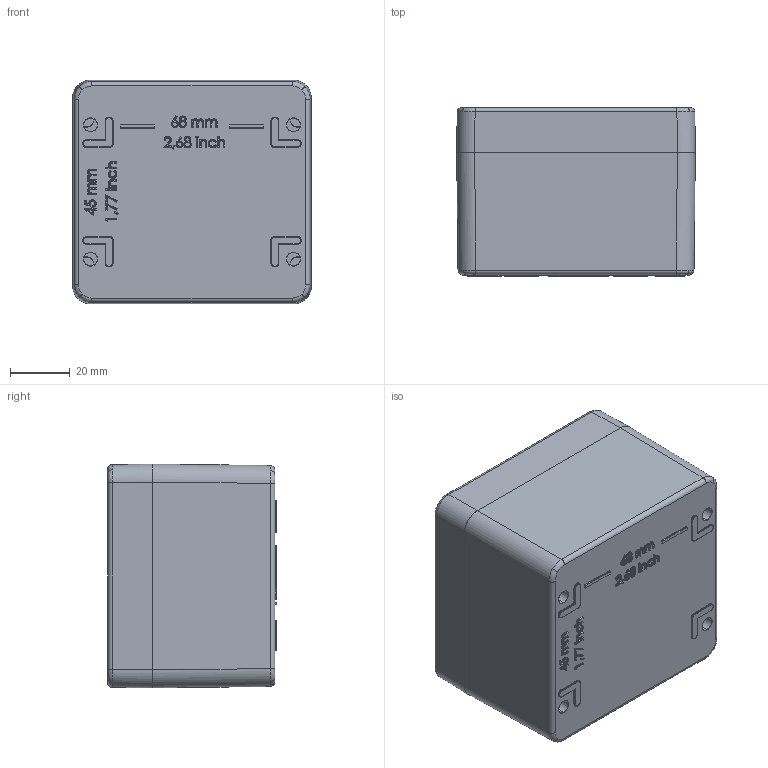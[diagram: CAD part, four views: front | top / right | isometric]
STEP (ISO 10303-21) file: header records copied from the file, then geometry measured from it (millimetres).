
FILE_DESCRIPTION (( 'STEP AP214' ), '1' );
FILE_NAME ('62080806.STEP', '2017-06-30T10:24:38', ( 'Macha' ), ( 'Hewlett-Packard Company' ), 'SwSTEP 2.0', 'SolidWorks 2015', '' );
FILE_SCHEMA (( 'AUTOMOTIVE_DESIGN' ));
Length unit declared in the file: millimetre
Products named in the file (9): 82014_270; 93133; 21671; 21670; 86223; 86221; 86220; 21670_Unterteil; 62080806
Assembly tree (18 placements, depth 3):
  62080806
    21670
      21670_Unterteil
      86220  x4
      86221  x2
      86223  x4
    21671
    93133  x4
    82014_270
Bounding box: 80 x 56.5 x 75 mm (x, y, z)
Volume: 141419.5 mm3; surface area: 63869.1 mm2
Topology: 17 solids, 17 shells, 1964 faces, 4781 edges, 2928 vertices
Faces by surface type: plane 644, bspline 610, cylinder 396, cone 218, torus 92, sphere 4
Entity records: 74276 total; most frequent: CARTESIAN_POINT 40241, ORIENTED_EDGE 8002, DIRECTION 5421, EDGE_CURVE 4001, VERTEX_POINT 2461, VECTOR 1853, LINE 1853, AXIS2_PLACEMENT_3D 1784
